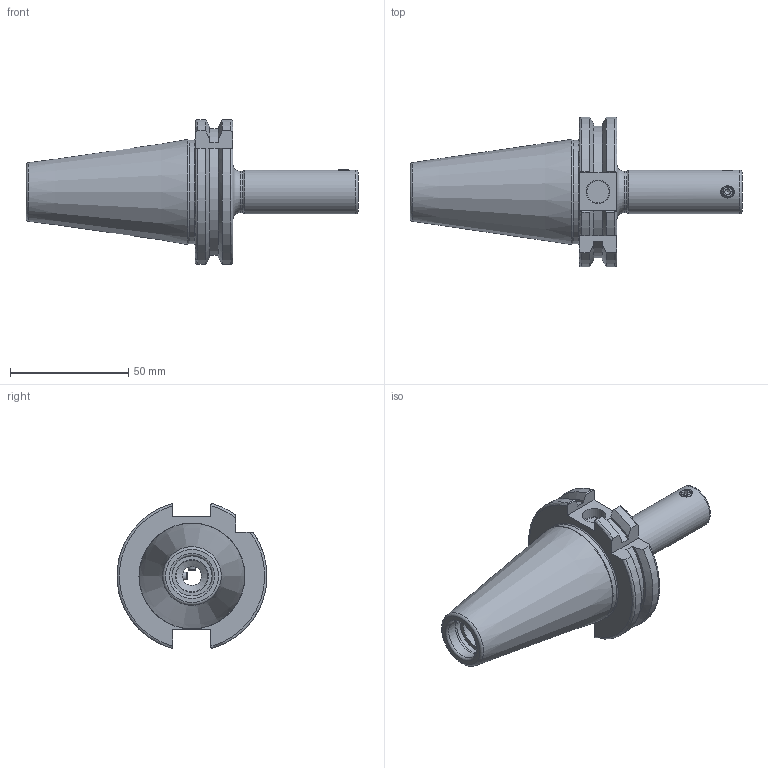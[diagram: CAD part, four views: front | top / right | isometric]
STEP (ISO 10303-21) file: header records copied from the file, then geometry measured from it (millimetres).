
FILE_DESCRIPTION(/* description */ (''),/* implementation_level */ '2;1');
FILE_NAME(/* name */ '01-0700 SK40-S11-72.stp',/* time_stamp */ '2023-02-09T15:42:07+09:00',/* author */ ('YSH'),/* organization */ (''),/* preprocessor_version */ 'ST-DEVELOPER v18.1',/* originating_system */ 'Autodesk Inventor 2022',/* authorisation */ '');
FILE_SCHEMA (('AUTOMOTIVE_DESIGN { 1 0 10303 214 3 1 1 }'));
Length unit declared in the file: millimetre
Products named in the file (3): LO-SK40-S11-72; LO-SK40-S11-72_1; M5x0.8x7L
Assembly tree (3 placements, depth 2):
  LO-SK40-S11-72
    LO-SK40-S11-72_1
    M5x0.8x7L  x2
Bounding box: 140.4 x 63.35 x 61.22 mm (x, y, z)
Volume: 111250.3 mm3; surface area: 25264.2 mm2
Topology: 3 solids, 3 shells, 120 faces, 299 edges, 191 vertices
Faces by surface type: plane 58, cylinder 26, cone 21, torus 15
Full cylindrical faces by diameter (mm): 2.5 x2, 4.3 x2, 5 x2, 8 x1, 10 x1, 11 x1, 12.2 x1, 13.5 x1, 13.835 x1, 17 x1, 17.5 x1, 17.6 x1, 18.5 x1, 43.8 x1
Entity records: 3348 total; most frequent: CARTESIAN_POINT 831, DIRECTION 512, ORIENTED_EDGE 506, EDGE_CURVE 253, AXIS2_PLACEMENT_3D 201, VERTEX_POINT 164, EDGE_LOOP 113, LINE 110
